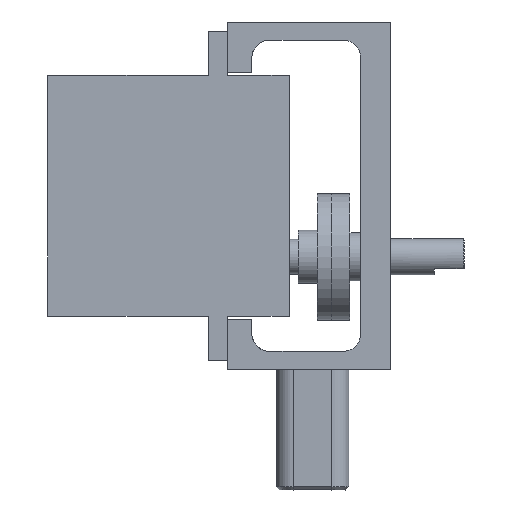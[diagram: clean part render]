
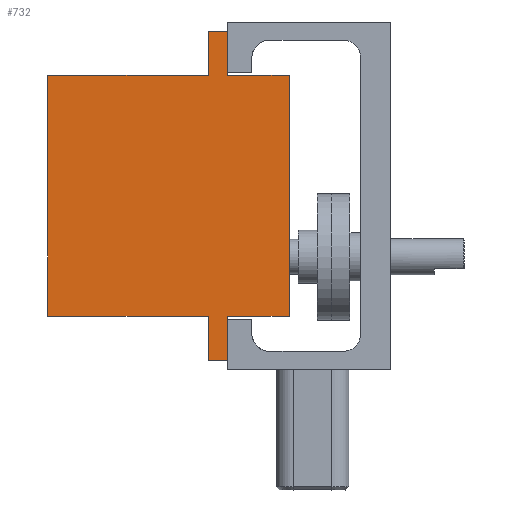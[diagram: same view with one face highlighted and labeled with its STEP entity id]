
A CAD part, front view. The second image highlights one B-rep face of the part: STEP entity #732.
In plain terms, the highlighted planar face has unit normal (0, -1, 0).
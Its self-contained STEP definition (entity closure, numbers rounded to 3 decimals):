
#5=DIRECTION('',(0.,0.,-1.));
#6=VECTOR('',#5,40.);
#7=CARTESIAN_POINT('',(0.,-10.,20.));
#8=LINE('',#7,#6);
#75=DIRECTION('',(0.,0.,-1.));
#76=VECTOR('',#75,7.35);
#77=CARTESIAN_POINT('',(26.7,-10.,27.35));
#78=LINE('',#77,#76);
#102=DIRECTION('',(0.,0.,1.));
#103=VECTOR('',#102,7.35);
#104=CARTESIAN_POINT('',(26.7,-10.,-27.35));
#105=LINE('',#104,#103);
#143=DIRECTION('',(1.,0.,0.));
#144=VECTOR('',#143,26.7);
#145=CARTESIAN_POINT('',(0.,-10.,-20.));
#146=LINE('',#145,#144);
#151=DIRECTION('',(1.,0.,0.));
#152=VECTOR('',#151,10.2);
#153=CARTESIAN_POINT('',(29.9,-10.,-20.));
#154=LINE('',#153,#152);
#155=DIRECTION('',(1.,0.,0.));
#156=VECTOR('',#155,3.2);
#157=CARTESIAN_POINT('',(26.7,-10.,-27.35));
#158=LINE('',#157,#156);
#159=DIRECTION('',(1.,0.,0.));
#160=VECTOR('',#159,26.7);
#161=CARTESIAN_POINT('',(0.,-10.,20.));
#162=LINE('',#161,#160);
#163=DIRECTION('',(1.,0.,0.));
#164=VECTOR('',#163,10.2);
#165=CARTESIAN_POINT('',(29.9,-10.,20.));
#166=LINE('',#165,#164);
#167=DIRECTION('',(0.,0.,-1.));
#168=VECTOR('',#167,7.35);
#169=CARTESIAN_POINT('',(29.9,-10.,27.35));
#170=LINE('',#169,#168);
#239=DIRECTION('',(0.,0.,1.));
#240=VECTOR('',#239,7.35);
#241=CARTESIAN_POINT('',(29.9,-10.,-27.35));
#242=LINE('',#241,#240);
#261=DIRECTION('',(-1.,0.,0.));
#262=VECTOR('',#261,3.2);
#263=CARTESIAN_POINT('',(29.9,-10.,27.35));
#264=LINE('',#263,#262);
#345=DIRECTION('',(0.,0.,-1.));
#346=VECTOR('',#345,40.);
#347=CARTESIAN_POINT('',(40.1,-10.,20.));
#348=LINE('',#347,#346);
#414=CARTESIAN_POINT('',(0.,-10.,20.));
#416=VERTEX_POINT('',#414);
#417=CARTESIAN_POINT('',(0.,-10.,-20.));
#418=VERTEX_POINT('',#417);
#422=CARTESIAN_POINT('',(40.1,-10.,20.));
#424=VERTEX_POINT('',#422);
#425=CARTESIAN_POINT('',(40.1,-10.,-20.));
#426=VERTEX_POINT('',#425);
#455=CARTESIAN_POINT('',(26.7,-10.,20.));
#457=VERTEX_POINT('',#455);
#459=CARTESIAN_POINT('',(29.9,-10.,20.));
#461=VERTEX_POINT('',#459);
#463=CARTESIAN_POINT('',(26.7,-10.,27.35));
#464=VERTEX_POINT('',#463);
#465=CARTESIAN_POINT('',(29.9,-10.,27.35));
#466=VERTEX_POINT('',#465);
#503=CARTESIAN_POINT('',(26.7,-10.,-27.35));
#504=VERTEX_POINT('',#503);
#513=CARTESIAN_POINT('',(29.9,-10.,-27.35));
#514=VERTEX_POINT('',#513);
#519=CARTESIAN_POINT('',(26.7,-10.,-20.));
#521=VERTEX_POINT('',#519);
#523=CARTESIAN_POINT('',(29.9,-10.,-20.));
#525=VERTEX_POINT('',#523);
#708=CARTESIAN_POINT('',(0.,-10.,20.));
#709=DIRECTION('',(0.,-1.,0.));
#710=DIRECTION('',(0.,0.,-1.));
#711=AXIS2_PLACEMENT_3D('',#708,#709,#710);
#712=PLANE('',#711);
#713=ORIENTED_EDGE('',*,*,#700,.F.);
#715=ORIENTED_EDGE('',*,*,#714,.F.);
#717=ORIENTED_EDGE('',*,*,#716,.F.);
#718=ORIENTED_EDGE('',*,*,#638,.T.);
#719=ORIENTED_EDGE('',*,*,#688,.F.);
#720=ORIENTED_EDGE('',*,*,#550,.F.);
#721=ORIENTED_EDGE('',*,*,#566,.T.);
#722=ORIENTED_EDGE('',*,*,#616,.F.);
#724=ORIENTED_EDGE('',*,*,#723,.F.);
#726=ORIENTED_EDGE('',*,*,#725,.T.);
#727=ORIENTED_EDGE('',*,*,#585,.T.);
#729=ORIENTED_EDGE('',*,*,#728,.T.);
#730=EDGE_LOOP('',(#713,#715,#717,#718,#719,#720,#721,#722,#724,#726,#727,
#729));
#731=FACE_OUTER_BOUND('',#730,.F.);
#732=ADVANCED_FACE('',(#731),#712,.T.);
#550=EDGE_CURVE('',#416,#418,#8,.T.);
#566=EDGE_CURVE('',#416,#457,#162,.T.);
#585=EDGE_CURVE('',#461,#424,#166,.T.);
#616=EDGE_CURVE('',#464,#457,#78,.T.);
#638=EDGE_CURVE('',#504,#521,#105,.T.);
#688=EDGE_CURVE('',#418,#521,#146,.T.);
#700=EDGE_CURVE('',#525,#426,#154,.T.);
#714=EDGE_CURVE('',#514,#525,#242,.T.);
#716=EDGE_CURVE('',#504,#514,#158,.T.);
#723=EDGE_CURVE('',#466,#464,#264,.T.);
#725=EDGE_CURVE('',#466,#461,#170,.T.);
#728=EDGE_CURVE('',#424,#426,#348,.T.);
